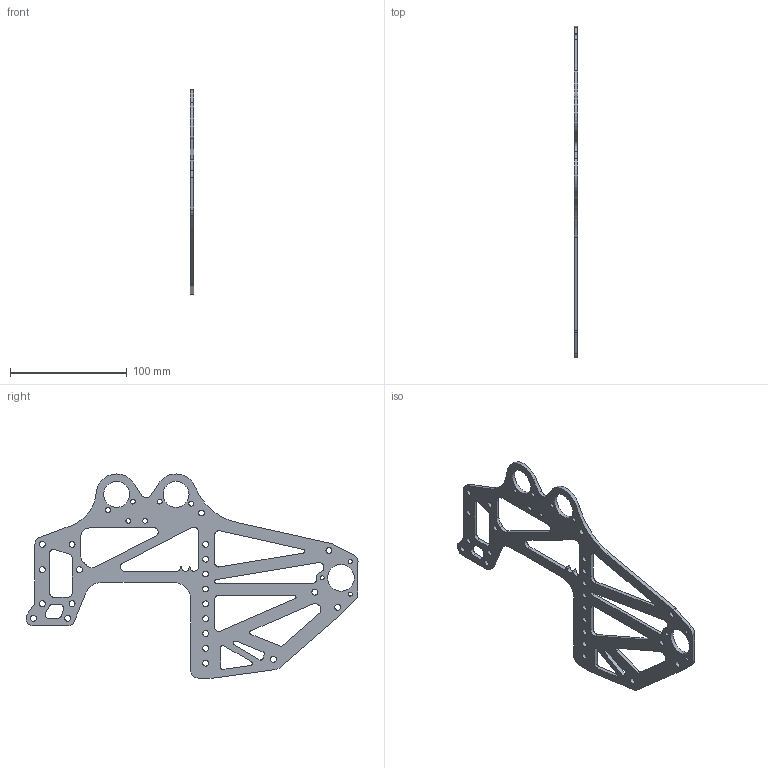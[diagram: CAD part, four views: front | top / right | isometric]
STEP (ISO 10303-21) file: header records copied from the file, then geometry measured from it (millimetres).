
FILE_DESCRIPTION(/* description */ ('STEP AP242','CAx-IF Rec.Pracs.---Representation and Presentation of Product Manufacturing Information (PMI)---4.0---2014-10-13','CAx-IF Rec.Pracs.---3D Tessellated Geometry---0.4---2014-09-14','2;1'),/* implementation_level */ '2;1');
FILE_NAME(/* name */ '66820523df1fed3f02038d86',/* time_stamp */ '2024-07-01T01:23:47Z',/* author */ (''),/* organization */ (''),/* preprocessor_version */ 'ST-DEVELOPER v20',/* originating_system */ ' ',/* authorisation */ ' ');
FILE_SCHEMA (('AP242_MANAGED_MODEL_BASED_3D_ENGINEERING_MIM_LF { 1 0 10303 442 1 1 4 }'));
Length unit declared in the file: metre
Products named in the file (1): Motor Mounted Flange Plate
Bounding box: 3.17 x 283.88 x 174.53 mm (x, y, z)
Volume: 51198.5 mm3; surface area: 41424 mm2
Topology: 1 solids, 1 shells, 148 faces, 438 edges, 292 vertices
Faces by surface type: cylinder 95, plane 53
Full cylindrical faces by diameter (mm): 3.454 x3, 4.039 x6, 4.978 x9, 5.105 x12, 22.225 x2, 22.86 x1
Entity records: 5065 total; most frequent: DIRECTION 893, CARTESIAN_POINT 846, ORIENTED_EDGE 810, EDGE_CURVE 405, AXIS2_PLACEMENT_3D 339, VERTEX_POINT 292, EDGE_LOOP 269, FACE_BOUND 269
